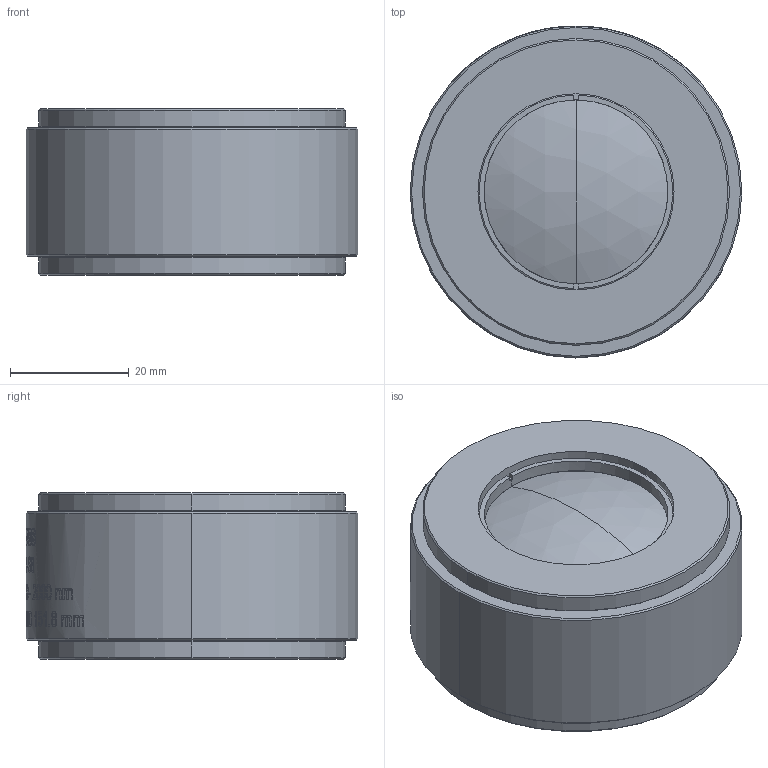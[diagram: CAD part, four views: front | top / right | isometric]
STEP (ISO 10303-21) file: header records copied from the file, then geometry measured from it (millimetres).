
FILE_DESCRIPTION (( 'STEP AP203' ), '1' );
FILE_NAME ('TTN116931-E0W.STEP', '2021-09-29T18:37:16', ( '' ), ( '' ), 'SwSTEP 2.0', 'SolidWorks 2018', '' );
FILE_SCHEMA (( 'CONFIG_CONTROL_DESIGN' ));
Length unit declared in the file: millimetre
Products named in the file (1): TTN116931-E0W
Bounding box: 55.88 x 55.88 x 28 mm (x, y, z)
Volume: 60837.2 mm3; surface area: 21423.2 mm2
Topology: 7 solids, 7 shells, 195 faces, 968 edges, 880 vertices
Faces by surface type: cylinder 122, cone 34, plane 23, sphere 16
Entity records: 19049 total; most frequent: CARTESIAN_POINT 11338, ORIENTED_EDGE 1936, DIRECTION 1185, EDGE_CURVE 968, VERTEX_POINT 880, AXIS2_PLACEMENT_3D 482, B_SPLINE_CURVE_WITH_KNOTS 461, EDGE_LOOP 294
